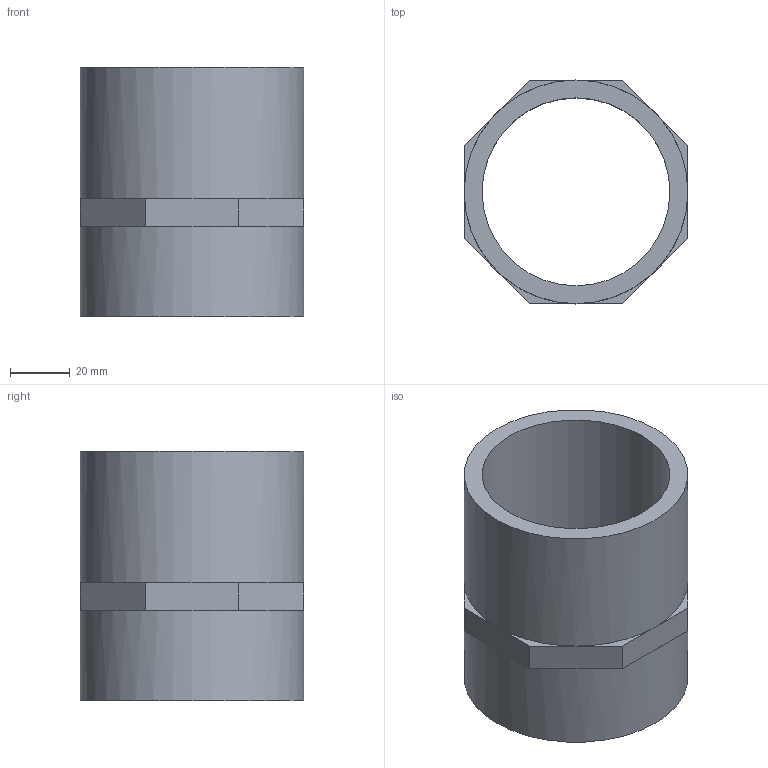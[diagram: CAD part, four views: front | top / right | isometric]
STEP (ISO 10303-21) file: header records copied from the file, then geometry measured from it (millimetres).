
FILE_DESCRIPTION(/* description */ (''),/* implementation_level */ '2;1');
FILE_NAME(/* name */ 'KIFV075063212.ipt.stp',/* time_stamp */ '2013-10-01T14:44:48+02:00',/* author */ ('bfaro'),/* organization */ (''),/* preprocessor_version */ 'ST-DEVELOPER v15.2',/* originating_system */ 'Autodesk Inventor 2014',/* authorisation */ '');
FILE_SCHEMA (('CONFIG_CONTROL_DESIGN','AUTOMOTIVE_DESIGN { 1 0 10303 214 3 1 1 }'));
Length unit declared in the file: millimetre
Products named in the file (1): KIFV075063212
Bounding box: 75 x 75 x 83.5 mm (x, y, z)
Volume: 92067.2 mm3; surface area: 39975.2 mm2
Topology: 1 solids, 1 shells, 31 faces, 68 edges, 40 vertices
Faces by surface type: plane 27, cylinder 4
Full cylindrical faces by diameter (mm): 63 x1, 69 x1, 75 x2
Entity records: 831 total; most frequent: DIRECTION 148, CARTESIAN_POINT 132, ORIENTED_EDGE 124, EDGE_CURVE 62, AXIS2_PLACEMENT_3D 54, LINE 40, VECTOR 40, EDGE_LOOP 38
